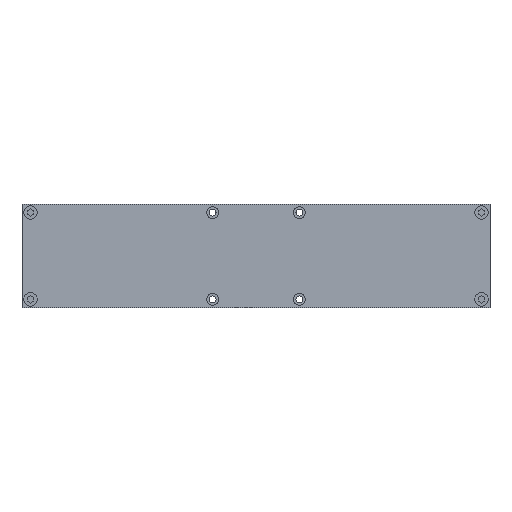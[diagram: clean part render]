
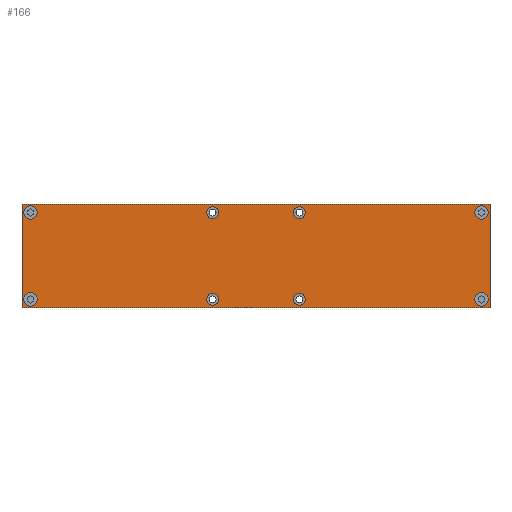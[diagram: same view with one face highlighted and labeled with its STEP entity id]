
A CAD part, top view. The second image highlights one B-rep face of the part: STEP entity #166.
In plain terms, the highlighted planar face has unit normal (0, 0, 1).
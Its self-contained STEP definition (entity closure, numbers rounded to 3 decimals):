
#166 = ADVANCED_FACE( '', ( #397, #398, #399, #400, #401, #402, #403, #404, #405 ), #406, .F. );
#397 = FACE_OUTER_BOUND( '', #694, .T. );
#398 = FACE_BOUND( '', #695, .T. );
#399 = FACE_BOUND( '', #696, .T. );
#400 = FACE_BOUND( '', #697, .T. );
#401 = FACE_BOUND( '', #698, .T. );
#402 = FACE_BOUND( '', #699, .T. );
#403 = FACE_BOUND( '', #700, .T. );
#404 = FACE_BOUND( '', #701, .T. );
#405 = FACE_BOUND( '', #702, .T. );
#406 = PLANE( '', #703 );
#694 = EDGE_LOOP( '', ( #1105, #1106, #1107, #1108 ) );
#695 = EDGE_LOOP( '', ( #1109 ) );
#696 = EDGE_LOOP( '', ( #1110 ) );
#697 = EDGE_LOOP( '', ( #1111 ) );
#698 = EDGE_LOOP( '', ( #1112 ) );
#699 = EDGE_LOOP( '', ( #1113 ) );
#700 = EDGE_LOOP( '', ( #1114 ) );
#701 = EDGE_LOOP( '', ( #1115 ) );
#702 = EDGE_LOOP( '', ( #1116 ) );
#703 = AXIS2_PLACEMENT_3D( '', #1117, #1118, #1119 );
#1105 = ORIENTED_EDGE( '', *, *, #1559, .F. );
#1106 = ORIENTED_EDGE( '', *, *, #1560, .F. );
#1107 = ORIENTED_EDGE( '', *, *, #1561, .F. );
#1108 = ORIENTED_EDGE( '', *, *, #1562, .F. );
#1109 = ORIENTED_EDGE( '', *, *, #1507, .T. );
#1110 = ORIENTED_EDGE( '', *, *, #1484, .F. );
#1111 = ORIENTED_EDGE( '', *, *, #1548, .F. );
#1112 = ORIENTED_EDGE( '', *, *, #1563, .T. );
#1113 = ORIENTED_EDGE( '', *, *, #1564, .F. );
#1114 = ORIENTED_EDGE( '', *, *, #1565, .F. );
#1115 = ORIENTED_EDGE( '', *, *, #1540, .F. );
#1116 = ORIENTED_EDGE( '', *, *, #1566, .F. );
#1117 = CARTESIAN_POINT( '', ( -221., 49., 11.5 ) );
#1118 = DIRECTION( '', ( 0., 0., -1. ) );
#1119 = DIRECTION( '', ( 0., -1., 0. ) );
#1484 = EDGE_CURVE( '', #1726, #1726, #1727, .T. );
#1507 = EDGE_CURVE( '', #1763, #1763, #1764, .T. );
#1540 = EDGE_CURVE( '', #1817, #1817, #1818, .T. );
#1548 = EDGE_CURVE( '', #1829, #1829, #1830, .T. );
#1559 = EDGE_CURVE( '', #1847, #1848, #1849, .T. );
#1560 = EDGE_CURVE( '', #1850, #1847, #1851, .T. );
#1561 = EDGE_CURVE( '', #1852, #1850, #1853, .T. );
#1562 = EDGE_CURVE( '', #1848, #1852, #1854, .T. );
#1563 = EDGE_CURVE( '', #1855, #1855, #1856, .T. );
#1564 = EDGE_CURVE( '', #1857, #1857, #1858, .T. );
#1565 = EDGE_CURVE( '', #1859, #1859, #1860, .T. );
#1566 = EDGE_CURVE( '', #1861, #1861, #1862, .T. );
#1726 = VERTEX_POINT( '', #2067 );
#1727 = CIRCLE( '', #2068, 5.5 );
#1763 = VERTEX_POINT( '', #2148 );
#1764 = CIRCLE( '', #2149, 5.5 );
#1817 = VERTEX_POINT( '', #2246 );
#1818 = CIRCLE( '', #2247, 4. );
#1829 = VERTEX_POINT( '', #2293 );
#1830 = CIRCLE( '', #2294, 5.5 );
#1847 = VERTEX_POINT( '', #2315 );
#1848 = VERTEX_POINT( '', #2316 );
#1849 = LINE( '', #2317, #2318 );
#1850 = VERTEX_POINT( '', #2319 );
#1851 = LINE( '', #2320, #2321 );
#1852 = VERTEX_POINT( '', #2322 );
#1853 = LINE( '', #2323, #2324 );
#1854 = LINE( '', #2325, #2326 );
#1855 = VERTEX_POINT( '', #2327 );
#1856 = CIRCLE( '', #2328, 5.5 );
#1857 = VERTEX_POINT( '', #2329 );
#1858 = CIRCLE( '', #2330, 4. );
#1859 = VERTEX_POINT( '', #2331 );
#1860 = CIRCLE( '', #2332, 4. );
#1861 = VERTEX_POINT( '', #2333 );
#1862 = CIRCLE( '', #2334, 4. );
#2067 = CARTESIAN_POINT( '', ( 46.5, -41., 11.5 ) );
#2068 = AXIS2_PLACEMENT_3D( '', #2543, #2544, #2545 );
#2148 = CARTESIAN_POINT( '', ( -46.5, -41., 11.5 ) );
#2149 = AXIS2_PLACEMENT_3D( '', #2569, #2570, #2571 );
#2246 = CARTESIAN_POINT( '', ( -217., 41., 11.5 ) );
#2247 = AXIS2_PLACEMENT_3D( '', #2616, #2617, #2618 );
#2293 = CARTESIAN_POINT( '', ( -46.5, 41., 11.5 ) );
#2294 = AXIS2_PLACEMENT_3D( '', #2624, #2625, #2626 );
#2315 = CARTESIAN_POINT( '', ( -221., -49., 11.5 ) );
#2316 = CARTESIAN_POINT( '', ( -221., 49., 11.5 ) );
#2317 = CARTESIAN_POINT( '', ( -221., -49., 11.5 ) );
#2318 = VECTOR( '', #2637, 1000. );
#2319 = CARTESIAN_POINT( '', ( 221., -49., 11.5 ) );
#2320 = CARTESIAN_POINT( '', ( 221., -49., 11.5 ) );
#2321 = VECTOR( '', #2638, 1000. );
#2322 = CARTESIAN_POINT( '', ( 221., 49., 11.5 ) );
#2323 = CARTESIAN_POINT( '', ( 221., 49., 11.5 ) );
#2324 = VECTOR( '', #2639, 1000. );
#2325 = CARTESIAN_POINT( '', ( -221., 49., 11.5 ) );
#2326 = VECTOR( '', #2640, 1000. );
#2327 = CARTESIAN_POINT( '', ( 46.5, 41., 11.5 ) );
#2328 = AXIS2_PLACEMENT_3D( '', #2641, #2642, #2643 );
#2329 = CARTESIAN_POINT( '', ( -209., -41., 11.5 ) );
#2330 = AXIS2_PLACEMENT_3D( '', #2644, #2645, #2646 );
#2331 = CARTESIAN_POINT( '', ( 217., -41., 11.5 ) );
#2332 = AXIS2_PLACEMENT_3D( '', #2647, #2648, #2649 );
#2333 = CARTESIAN_POINT( '', ( 217., 41., 11.5 ) );
#2334 = AXIS2_PLACEMENT_3D( '', #2650, #2651, #2652 );
#2543 = CARTESIAN_POINT( '', ( 41., -41., 11.5 ) );
#2544 = DIRECTION( '', ( 0., 0., 1. ) );
#2545 = DIRECTION( '', ( 1., 0., 0. ) );
#2569 = CARTESIAN_POINT( '', ( -41., -41., 11.5 ) );
#2570 = DIRECTION( '', ( 0., 0., -1. ) );
#2571 = DIRECTION( '', ( -1., 0., 0. ) );
#2616 = CARTESIAN_POINT( '', ( -213., 41., 11.5 ) );
#2617 = DIRECTION( '', ( 0., 0., 1. ) );
#2618 = DIRECTION( '', ( -1., 0., 0. ) );
#2624 = CARTESIAN_POINT( '', ( -41., 41., 11.5 ) );
#2625 = DIRECTION( '', ( 0., 0., 1. ) );
#2626 = DIRECTION( '', ( -1., 0., 0. ) );
#2637 = DIRECTION( '', ( 0., 1., 0. ) );
#2638 = DIRECTION( '', ( -1., 0., 0. ) );
#2639 = DIRECTION( '', ( 0., -1., 0. ) );
#2640 = DIRECTION( '', ( 1., 0., 0. ) );
#2641 = CARTESIAN_POINT( '', ( 41., 41., 11.5 ) );
#2642 = DIRECTION( '', ( 0., 0., -1. ) );
#2643 = DIRECTION( '', ( 1., 0., 0. ) );
#2644 = CARTESIAN_POINT( '', ( -213., -41., 11.5 ) );
#2645 = DIRECTION( '', ( 0., 0., 1. ) );
#2646 = DIRECTION( '', ( 1., 0., 0. ) );
#2647 = CARTESIAN_POINT( '', ( 213., -41., 11.5 ) );
#2648 = DIRECTION( '', ( 0., 0., 1. ) );
#2649 = DIRECTION( '', ( 1., 0., 0. ) );
#2650 = CARTESIAN_POINT( '', ( 213., 41., 11.5 ) );
#2651 = DIRECTION( '', ( 0., 0., 1. ) );
#2652 = DIRECTION( '', ( 1., 0., 0. ) );
